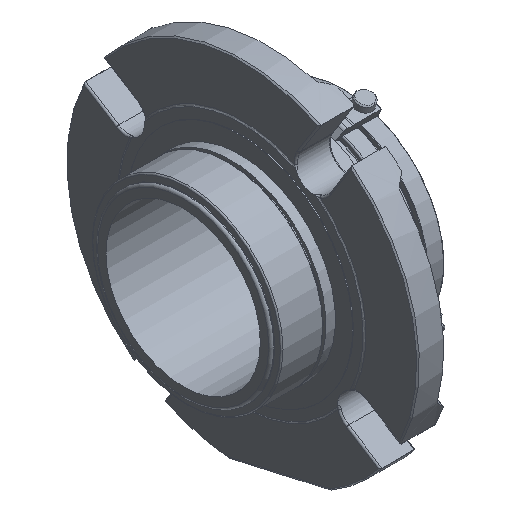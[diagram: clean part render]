
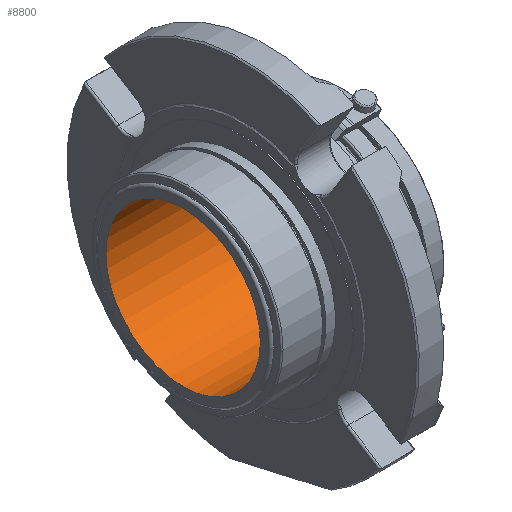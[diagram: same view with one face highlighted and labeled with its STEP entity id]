
A CAD part, isometric view. The second image highlights one B-rep face of the part: STEP entity #8800.
In plain terms, the highlighted cylindrical face has radius 44.45 mm (diameter 88.9 mm), a full revolution.
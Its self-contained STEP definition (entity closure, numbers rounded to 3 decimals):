
#1878=ORIENTED_EDGE('',*,*,#4644,.F.);
#1879=ORIENTED_EDGE('',*,*,#4645,.T.);
#4644=EDGE_CURVE('',#6027,#6027,#6915,.F.);
#4645=EDGE_CURVE('',#6028,#6028,#6916,.F.);
#6027=VERTEX_POINT('',#12698);
#6028=VERTEX_POINT('',#12700);
#6915=CIRCLE('',#9378,44.45);
#6916=CIRCLE('',#9379,44.45);
#7368=EDGE_LOOP('',(#1878));
#7369=EDGE_LOOP('',(#1879));
#8009=FACE_BOUND('',#7368,.T.);
#8010=FACE_BOUND('',#7369,.T.);
#8650=CYLINDRICAL_SURFACE('',#9377,44.45);
#8800=ADVANCED_FACE('',(#8009,#8010),#8650,.F.);
#9377=AXIS2_PLACEMENT_3D('',#12696,#10313,#10314);
#9378=AXIS2_PLACEMENT_3D('',#12697,#10315,#10316);
#9379=AXIS2_PLACEMENT_3D('',#12699,#10317,#10318);
#10313=DIRECTION('',(-1.,0.,0.));
#10314=DIRECTION('',(0.,0.,1.));
#10315=DIRECTION('',(-1.,0.,0.));
#10316=DIRECTION('',(0.,-1.,0.));
#10317=DIRECTION('',(-1.,0.,0.));
#10318=DIRECTION('',(0.,-1.,0.));
#12696=CARTESIAN_POINT('',(196.183,0.,0.));
#12697=CARTESIAN_POINT('',(-42.964,0.,0.));
#12698=CARTESIAN_POINT('',(-42.964,-44.45,0.));
#12699=CARTESIAN_POINT('',(49.428,0.,0.));
#12700=CARTESIAN_POINT('',(49.428,-44.45,0.));
